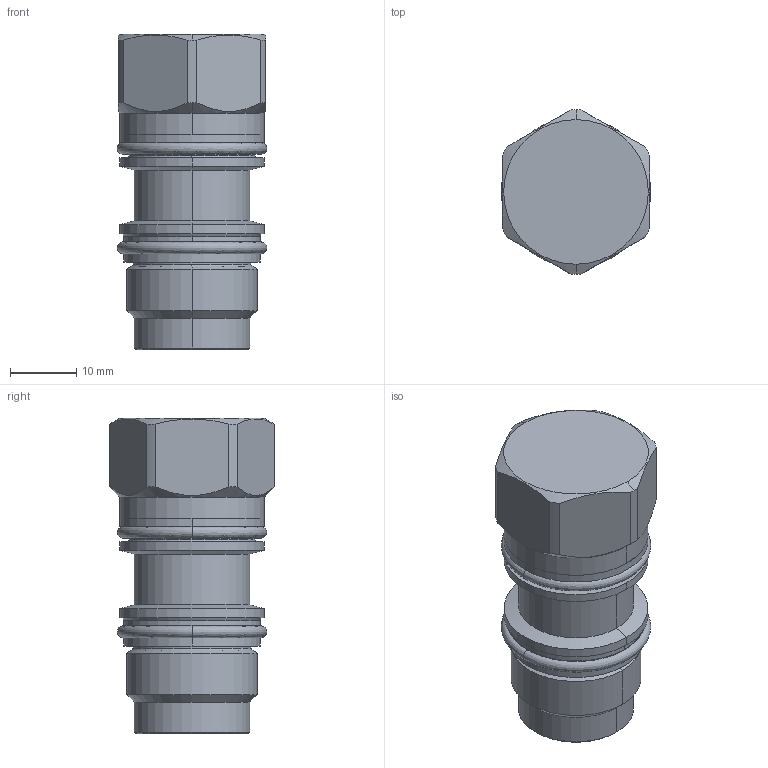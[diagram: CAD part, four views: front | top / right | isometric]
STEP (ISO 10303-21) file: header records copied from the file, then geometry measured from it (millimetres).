
FILE_DESCRIPTION((''),'2;1');
FILE_NAME('XEOA-XXN_PRT','2014-01-20T',('Administrator'),(''),'PRO/ENGINEER BY PARAMETRIC TECHNOLOGY CORPORATION, 2006240','PRO/ENGINEER BY PARAMETRIC TECHNOLOGY CORPORATION, 2006240','');
FILE_SCHEMA(('CONFIG_CONTROL_DESIGN'));
Length unit declared in the file: inch
Products named in the file (1): XEOA-XXN_PRT
Bounding box: 22.55 x 24.84 x 47.62 mm (x, y, z)
Volume: 15721.6 mm3; surface area: 5197.2 mm2
Topology: 3 solids, 3 shells, 81 faces, 180 edges, 108 vertices
Faces by surface type: cylinder 30, cone 16, plane 15, torus 12, revolution 8
Entity records: 2800 total; most frequent: CARTESIAN_POINT 935, DIRECTION 406, ORIENTED_EDGE 360, EDGE_CURVE 180, AXIS2_PLACEMENT_3D 173, VERTEX_POINT 108, CIRCLE 100, EDGE_LOOP 88
